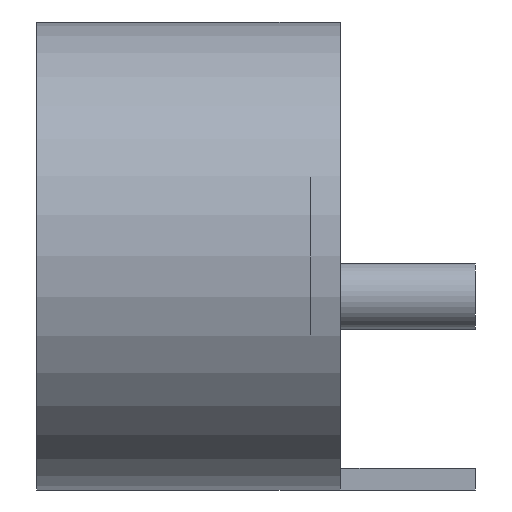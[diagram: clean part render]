
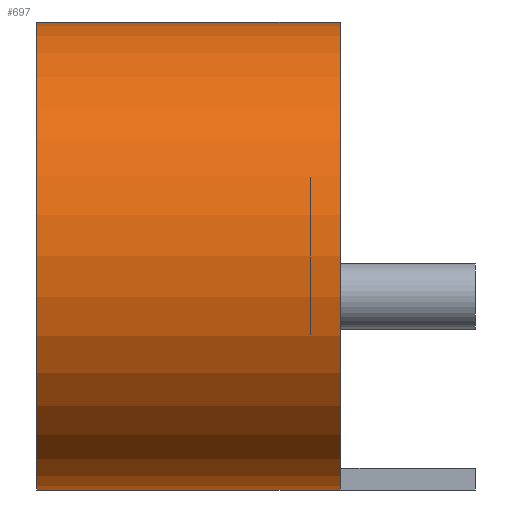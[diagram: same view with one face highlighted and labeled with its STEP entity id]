
A CAD part, left-side view. The second image highlights one B-rep face of the part: STEP entity #697.
In plain terms, the highlighted cylindrical face has radius 32 mm (diameter 64 mm), a partial arc.
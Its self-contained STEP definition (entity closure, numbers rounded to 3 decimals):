
#349 = VERTEX_POINT ( 'NONE', #901 ) ;
#410 = EDGE_CURVE ( 'NONE', #790, #349, #3570, .T. ) ;
#420 = EDGE_CURVE ( 'NONE', #837, #349, #3592, .T. ) ;
#422 = EDGE_CURVE ( 'NONE', #773, #837, #3593, .T. ) ;
#502 = EDGE_CURVE ( 'NONE', #790, #773, #1104, .T. ) ;
#697 = ADVANCED_FACE ( 'NONE', ( #2207 ), #2196, .T. ) ;
#773 = VERTEX_POINT ( 'NONE', #2067 ) ;
#790 = VERTEX_POINT ( 'NONE', #2084 ) ;
#837 = VERTEX_POINT ( 'NONE', #2131 ) ;
#901 = CARTESIAN_POINT ( 'NONE',  ( -101.5, -41.5, -32. ) ) ;
#1104 = CIRCLE ( 'NONE', #2935, 32. ) ;
#1386 = CARTESIAN_POINT ( 'NONE',  ( -101.5, 0., 0. ) ) ;
#1389 = DIRECTION ( 'NONE',  ( 0., 1., 0. ) ) ;
#1390 = DIRECTION ( 'NONE',  ( 0., 0., -1. ) ) ;
#1927 = DIRECTION ( 'NONE',  ( 0., -1., 0. ) ) ;
#1931 = DIRECTION ( 'NONE',  ( 0., 0., -1. ) ) ;
#1936 = CARTESIAN_POINT ( 'NONE',  ( -101.5, 351.303, 0. ) ) ;
#2067 = CARTESIAN_POINT ( 'NONE',  ( -101.5, 0., 32. ) ) ;
#2084 = CARTESIAN_POINT ( 'NONE',  ( -101.5, 0., -32. ) ) ;
#2131 = CARTESIAN_POINT ( 'NONE',  ( -101.5, -41.5, 32. ) ) ;
#2196 = CYLINDRICAL_SURFACE ( 'NONE', #2418, 32. ) ;
#2207 = FACE_OUTER_BOUND ( 'NONE', #3418, .T. ) ;
#2418 = AXIS2_PLACEMENT_3D ( 'NONE', #1936, #1927, #1931 ) ;
#2900 = AXIS2_PLACEMENT_3D ( 'NONE', #3799, #3801, #3802 ) ;
#2935 = AXIS2_PLACEMENT_3D ( 'NONE', #1386, #1389, #1390 ) ;
#3278 = ORIENTED_EDGE ( 'NONE', *, *, #420, .F. ) ;
#3279 = ORIENTED_EDGE ( 'NONE', *, *, #422, .F. ) ;
#3280 = ORIENTED_EDGE ( 'NONE', *, *, #502, .F. ) ;
#3281 = ORIENTED_EDGE ( 'NONE', *, *, #410, .T. ) ;
#3418 = EDGE_LOOP ( 'NONE', ( #3278, #3279, #3280, #3281 ) ) ;
#3570 = LINE ( 'NONE', #3775, #3574 ) ;
#3574 = VECTOR ( 'NONE', #3778, 1000. ) ;
#3592 = CIRCLE ( 'NONE', #2900, 32. ) ;
#3593 = LINE ( 'NONE', #3805, #3594 ) ;
#3594 = VECTOR ( 'NONE', #3806, 1000. ) ;
#3775 = CARTESIAN_POINT ( 'NONE',  ( -101.5, 351.303, -32. ) ) ;
#3778 = DIRECTION ( 'NONE',  ( 0., -1., 0. ) ) ;
#3799 = CARTESIAN_POINT ( 'NONE',  ( -101.5, -41.5, 0. ) ) ;
#3801 = DIRECTION ( 'NONE',  ( 0., -1., 0. ) ) ;
#3802 = DIRECTION ( 'NONE',  ( 0., 0., -1. ) ) ;
#3805 = CARTESIAN_POINT ( 'NONE',  ( -101.5, 351.303, 32. ) ) ;
#3806 = DIRECTION ( 'NONE',  ( 0., -1., 0. ) ) ;
